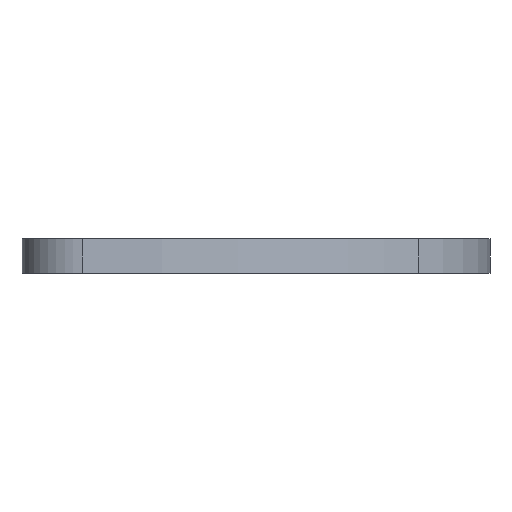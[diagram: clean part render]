
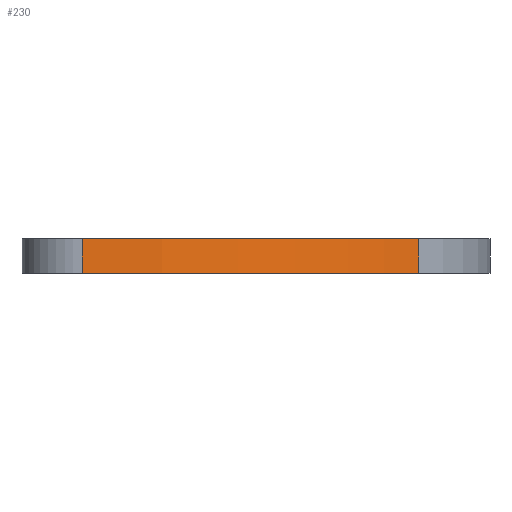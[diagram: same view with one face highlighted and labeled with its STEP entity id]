
A CAD part, left-side view. The second image highlights one B-rep face of the part: STEP entity #230.
In plain terms, the highlighted free-form (B-spline) face has degree [3, 1] with [10, 2] control points.
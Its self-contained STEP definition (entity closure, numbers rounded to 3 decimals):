
#28=B_SPLINE_SURFACE_WITH_KNOTS('',3,1,((#3109,#3110),(#3111,#3112),(#3113,
#3114),(#3115,#3116),(#3117,#3118),(#3119,#3120),(#3121,#3122),(#3123,#3124),
(#3125,#3126),(#3127,#3128)),.UNSPECIFIED.,.F.,.F.,.F.,(4,2,2,2,4),(2,2),
(0.,0.5,0.75,0.875,1.),(0.,1.),.UNSPECIFIED.);
#230=ADVANCED_FACE('',(#359),#28,.T.);
#359=FACE_OUTER_BOUND('',#457,.T.);
#457=EDGE_LOOP('',(#1253,#1254,#1255,#1256));
#671=LINE('',#3080,#817);
#672=LINE('',#3108,#818);
#817=VECTOR('',#2368,1.);
#818=VECTOR('',#2369,1.);
#1253=ORIENTED_EDGE('',*,*,#1688,.F.);
#1254=ORIENTED_EDGE('',*,*,#1719,.F.);
#1255=ORIENTED_EDGE('',*,*,#1720,.T.);
#1256=ORIENTED_EDGE('',*,*,#1721,.T.);
#1462=VERTEX_POINT('',#2990);
#1463=VERTEX_POINT('',#2997);
#1485=VERTEX_POINT('',#3079);
#1486=VERTEX_POINT('',#3107);
#1688=EDGE_CURVE('',#1462,#1463,#1765,.T.);
#1719=EDGE_CURVE('',#1485,#1462,#671,.T.);
#1720=EDGE_CURVE('',#1485,#1486,#1768,.T.);
#1721=EDGE_CURVE('',#1486,#1463,#672,.T.);
#1765=B_SPLINE_CURVE_WITH_KNOTS('',3,(#2991,#2992,#2993,#2994,#2995,#2996),
 .UNSPECIFIED.,.F.,.F.,(4,2,4),(0.,0.5,1.),.UNSPECIFIED.);
#1768=B_SPLINE_CURVE_WITH_KNOTS('',3,(#3101,#3102,#3103,#3104,#3105,#3106),
 .UNSPECIFIED.,.F.,.F.,(4,2,4),(0.,0.5,1.),.UNSPECIFIED.);
#2368=DIRECTION('',(0.,0.,1.));
#2369=DIRECTION('',(0.,0.,1.));
#2990=CARTESIAN_POINT('',(-65.197,24.237,10.5));
#2991=CARTESIAN_POINT('',(-65.197,24.237,10.5));
#2992=CARTESIAN_POINT('',(-64.852,15.685,10.5));
#2993=CARTESIAN_POINT('',(-62.998,7.232,10.5));
#2994=CARTESIAN_POINT('',(-56.637,-8.397,10.5));
#2995=CARTESIAN_POINT('',(-52.062,-15.74,10.5));
#2996=CARTESIAN_POINT('',(-46.338,-22.102,10.5));
#2997=CARTESIAN_POINT('',(-46.338,-22.102,10.5));
#3079=CARTESIAN_POINT('',(-65.197,24.237,5.7));
#3080=CARTESIAN_POINT('',(-65.197,24.237,-20.11));
#3101=CARTESIAN_POINT('',(-65.197,24.237,5.7));
#3102=CARTESIAN_POINT('',(-64.852,15.685,5.7));
#3103=CARTESIAN_POINT('',(-62.998,7.232,5.7));
#3104=CARTESIAN_POINT('',(-56.637,-8.397,5.7));
#3105=CARTESIAN_POINT('',(-52.062,-15.74,5.7));
#3106=CARTESIAN_POINT('',(-46.338,-22.102,5.7));
#3107=CARTESIAN_POINT('',(-46.338,-22.102,5.7));
#3108=CARTESIAN_POINT('',(-46.338,-22.102,-20.11));
#3109=CARTESIAN_POINT('',(-65.197,24.237,5.7));
#3110=CARTESIAN_POINT('',(-65.197,24.237,10.5));
#3111=CARTESIAN_POINT('',(-64.861,15.905,5.7));
#3112=CARTESIAN_POINT('',(-64.861,15.905,10.5));
#3113=CARTESIAN_POINT('',(-63.058,7.378,5.7));
#3114=CARTESIAN_POINT('',(-63.058,7.378,10.5));
#3115=CARTESIAN_POINT('',(-58.199,-4.561,5.7));
#3116=CARTESIAN_POINT('',(-58.199,-4.561,10.5));
#3117=CARTESIAN_POINT('',(-56.229,-8.398,5.7));
#3118=CARTESIAN_POINT('',(-56.229,-8.398,10.5));
#3119=CARTESIAN_POINT('',(-52.826,-13.814,5.7));
#3120=CARTESIAN_POINT('',(-52.826,-13.814,10.5));
#3121=CARTESIAN_POINT('',(-51.618,-15.563,5.7));
#3122=CARTESIAN_POINT('',(-51.618,-15.563,10.5));
#3123=CARTESIAN_POINT('',(-49.071,-18.932,5.7));
#3124=CARTESIAN_POINT('',(-49.071,-18.932,10.5));
#3125=CARTESIAN_POINT('',(-47.713,-20.574,5.7));
#3126=CARTESIAN_POINT('',(-47.713,-20.574,10.5));
#3127=CARTESIAN_POINT('',(-46.338,-22.102,5.7));
#3128=CARTESIAN_POINT('',(-46.338,-22.102,10.5));
